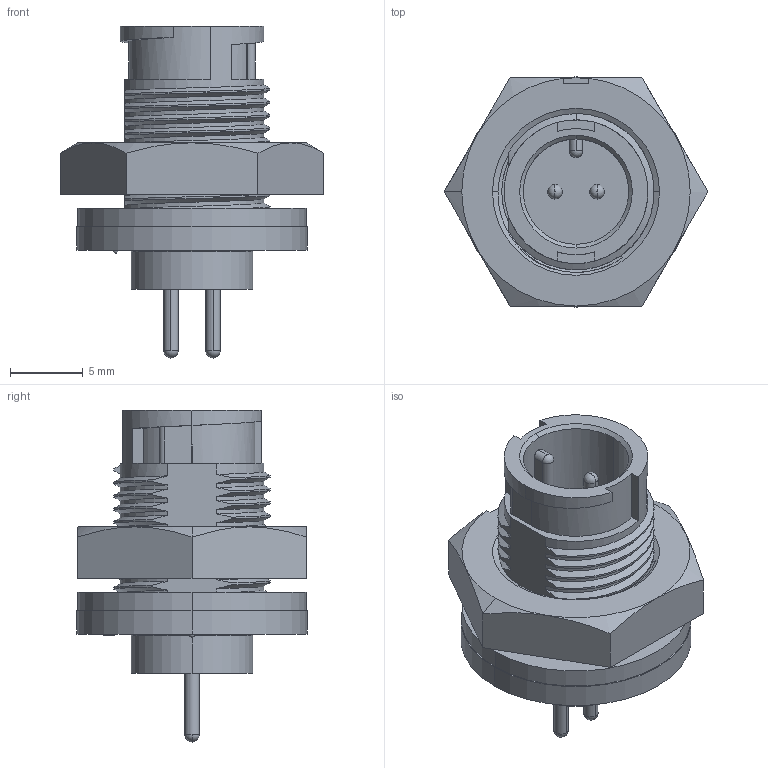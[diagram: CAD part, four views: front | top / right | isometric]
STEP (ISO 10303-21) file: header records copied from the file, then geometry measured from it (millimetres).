
FILE_DESCRIPTION (( 'STEP AP203' ), '1' );
FILE_NAME ('17291-2PG-300.STEP', '2014-02-26T22:06:16', ( '21FPBF1' ), ( 'Conxall' ), 'SwSTEP 2.0', 'SolidWorks 2012', '' );
FILE_SCHEMA (( 'CONFIG_CONTROL_DESIGN' ));
Length unit declared in the file: inch
Products named in the file (1): 17291-2PG-300
Bounding box: 18.18 x 15.88 x 22.89 mm (x, y, z)
Volume: 1771.8 mm3; surface area: 2045.1 mm2
Topology: 2 solids, 2 shells, 171 faces, 459 edges, 298 vertices
Faces by surface type: cylinder 70, plane 52, bspline 24, cone 13, torus 10, sphere 2
Entity records: 12134 total; most frequent: CARTESIAN_POINT 8188, ORIENTED_EDGE 902, DIRECTION 705, EDGE_CURVE 451, VERTEX_POINT 296, AXIS2_PLACEMENT_3D 256, VECTOR 193, LINE 193
